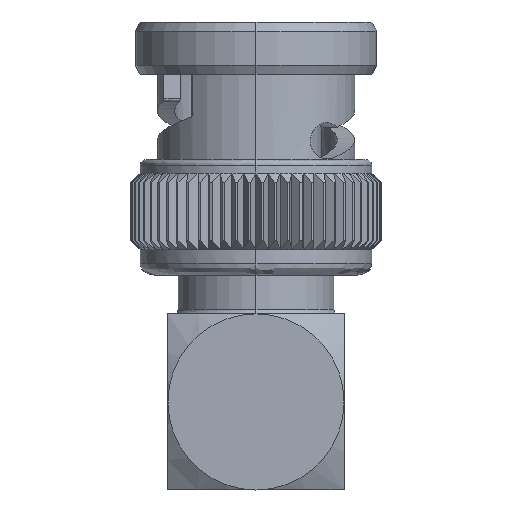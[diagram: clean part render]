
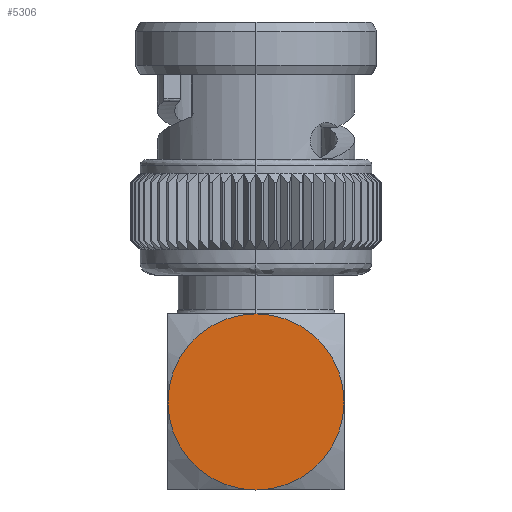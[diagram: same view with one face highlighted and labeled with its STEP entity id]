
A CAD part, left-side view. The second image highlights one B-rep face of the part: STEP entity #5306.
In plain terms, the highlighted planar face has unit normal (-1, 0, 0).
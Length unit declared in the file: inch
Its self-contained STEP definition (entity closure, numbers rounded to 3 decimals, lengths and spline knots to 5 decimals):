
#70 = DIRECTION ( 'NONE',  ( 1., 0., 0. ) ) ;
#738 = AXIS2_PLACEMENT_3D ( 'NONE', #4457, #9332, #3272 ) ;
#857 = AXIS2_PLACEMENT_3D ( 'NONE', #1265, #70, #14514 ) ;
#1265 = CARTESIAN_POINT ( 'NONE',  ( -0.2, 0., 0. ) ) ;
#1381 = ORIENTED_EDGE ( 'NONE', *, *, #6313, .F. ) ;
#1448 = CIRCLE ( 'NONE', #6020, 0.2 ) ;
#1970 = VERTEX_POINT ( 'NONE', #13187 ) ;
#2868 = AXIS2_PLACEMENT_3D ( 'NONE', #9291, #12982, #8411 ) ;
#2969 = AXIS2_PLACEMENT_3D ( 'NONE', #8383, #4625, #9493 ) ;
#3272 = DIRECTION ( 'NONE',  ( 0., 0., -1. ) ) ;
#3541 = VERTEX_POINT ( 'NONE', #12654 ) ;
#3585 = DIRECTION ( 'NONE',  ( 0., 0., -1. ) ) ;
#4457 = CARTESIAN_POINT ( 'NONE',  ( -0.2, -0.2, 0.2 ) ) ;
#4625 = DIRECTION ( 'NONE',  ( 1., 0., 0. ) ) ;
#4699 = CARTESIAN_POINT ( 'NONE',  ( -0.2, 0., 0. ) ) ;
#5306 = ADVANCED_FACE ( 'NONE', ( #14215 ), #15399, .F. ) ;
#5640 = ORIENTED_EDGE ( 'NONE', *, *, #12514, .F. ) ;
#5870 = ORIENTED_EDGE ( 'NONE', *, *, #15041, .F. ) ;
#6020 = AXIS2_PLACEMENT_3D ( 'NONE', #4699, #6139, #3585 ) ;
#6139 = DIRECTION ( 'NONE',  ( 1., 0., 0. ) ) ;
#6313 = EDGE_CURVE ( 'NONE', #1970, #14080, #9737, .T. ) ;
#7673 = CARTESIAN_POINT ( 'NONE',  ( -0.2, -0.2, 0. ) ) ;
#7682 = VERTEX_POINT ( 'NONE', #10819 ) ;
#8383 = CARTESIAN_POINT ( 'NONE',  ( -0.2, 0., 0. ) ) ;
#8411 = DIRECTION ( 'NONE',  ( 0., 0., -1. ) ) ;
#8430 = ORIENTED_EDGE ( 'NONE', *, *, #11342, .F. ) ;
#8551 = EDGE_LOOP ( 'NONE', ( #5640, #1381, #5870, #8430 ) ) ;
#9291 = CARTESIAN_POINT ( 'NONE',  ( -0.2, 0., 0. ) ) ;
#9332 = DIRECTION ( 'NONE',  ( 1., 0., 0. ) ) ;
#9493 = DIRECTION ( 'NONE',  ( 0., 0., -1. ) ) ;
#9737 = CIRCLE ( 'NONE', #2868, 0.2 ) ;
#10819 = CARTESIAN_POINT ( 'NONE',  ( -0.2, 0., -0.2 ) ) ;
#11342 = EDGE_CURVE ( 'NONE', #7682, #3541, #1448, .T. ) ;
#12514 = EDGE_CURVE ( 'NONE', #14080, #7682, #12680, .T. ) ;
#12654 = CARTESIAN_POINT ( 'NONE',  ( -0.2, 0.2, 0. ) ) ;
#12680 = CIRCLE ( 'NONE', #2969, 0.2 ) ;
#12982 = DIRECTION ( 'NONE',  ( 1., 0., 0. ) ) ;
#13112 = CIRCLE ( 'NONE', #857, 0.2 ) ;
#13187 = CARTESIAN_POINT ( 'NONE',  ( -0.2, 0., 0.2 ) ) ;
#14080 = VERTEX_POINT ( 'NONE', #7673 ) ;
#14215 = FACE_OUTER_BOUND ( 'NONE', #8551, .T. ) ;
#14514 = DIRECTION ( 'NONE',  ( 0., 0., -1. ) ) ;
#15041 = EDGE_CURVE ( 'NONE', #3541, #1970, #13112, .T. ) ;
#15399 = PLANE ( 'NONE',  #738 ) ;
